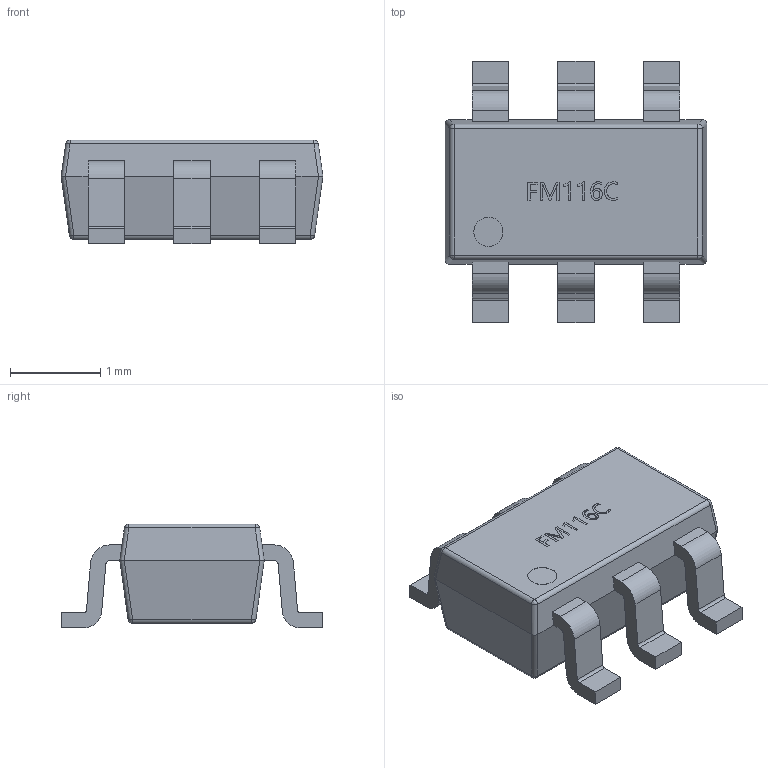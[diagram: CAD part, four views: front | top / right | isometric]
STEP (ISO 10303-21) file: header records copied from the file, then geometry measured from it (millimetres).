
FILE_DESCRIPTION(('Open CASCADE Model'),'2;1');
FILE_NAME('Open CASCADE Shape Model','2025-11-10T23:08:42',('Author'),( 'Open CASCADE'),'Open CASCADE STEP processor 7.9','Open CASCADE 7.9' ,'Unknown');
FILE_SCHEMA(('AUTOMOTIVE_DESIGN { 1 0 10303 214 1 1 1 1 }'));
Length unit declared in the file: millimetre
Products named in the file (1): SOLID
Bounding box: 2.9 x 2.9 x 1.15 mm (x, y, z)
Volume: 5.2 mm3; surface area: 25.9 mm2
Topology: 1 solids, 1 shells, 251 faces, 658 edges, 424 vertices
Faces by surface type: bspline 251
Entity records: 10877 total; most frequent: CARTESIAN_POINT 5129, ORIENTED_EDGE 1316, EDGE_CURVE 658, B_SPLINE_CURVE_WITH_KNOTS 578, VERTEX_POINT 424, FACE_BOUND 266, EDGE_LOOP 266, PRESENTATION_STYLE_ASSIGNMENT 252
